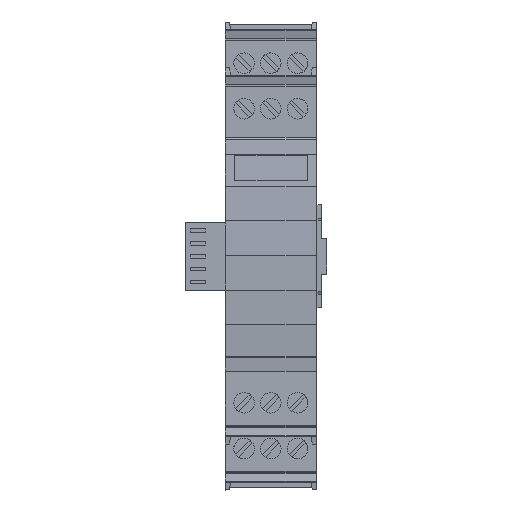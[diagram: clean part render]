
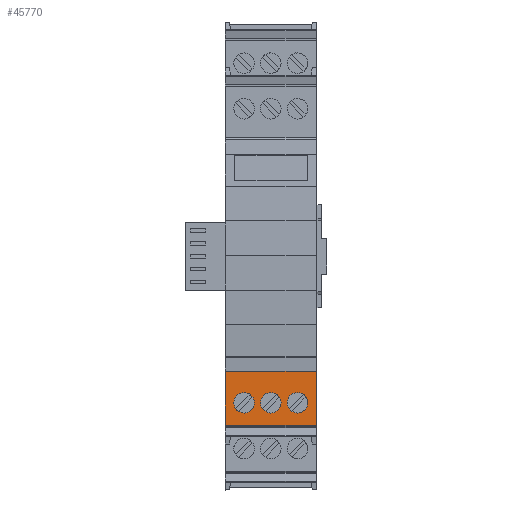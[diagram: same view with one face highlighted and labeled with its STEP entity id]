
A CAD part, top view. The second image highlights one B-rep face of the part: STEP entity #45770.
In plain terms, the highlighted face is planar.
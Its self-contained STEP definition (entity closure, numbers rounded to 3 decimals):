
#5870=CARTESIAN_POINT('',(85.153,71.874,
-0.938));
#5880=VERTEX_POINT('',#5870);
#5910=CARTESIAN_POINT('',(150.854,71.874,
-0.938));
#5920=DIRECTION('',(-1.,0.,0.));
#5930=VECTOR('',#5920,1.);
#5940=LINE('',#5910,#5930);
#5950=CARTESIAN_POINT('',(95.653,71.874,
-0.938));
#5960=VERTEX_POINT('',#5950);
#5970=EDGE_CURVE('',#5960,#5880,#5940,.T.);
#8740=CARTESIAN_POINT('',(85.153,71.874,
-18.638));
#8750=VERTEX_POINT('',#8740);
#8780=CARTESIAN_POINT('',(85.153,71.874,
-0.938));
#8790=DIRECTION('',(0.,0.,-1.));
#8800=VECTOR('',#8790,1.);
#8810=LINE('',#8780,#8800);
#8820=EDGE_CURVE('',#5880,#8750,#8810,.T.);
#40450=CARTESIAN_POINT('',(95.653,71.874,
-18.638));
#40460=VERTEX_POINT('',#40450);
#40490=CARTESIAN_POINT('',(150.854,71.874,
-18.638));
#40500=DIRECTION('',(-1.,0.,0.));
#40510=VECTOR('',#40500,1.);
#40520=LINE('',#40490,#40510);
#40530=EDGE_CURVE('',#40460,#8750,#40520,.T.);
#44920=CARTESIAN_POINT('',(85.535,71.874,
-18.638));
#44930=DIRECTION('',(0.,1.,0.));
#44940=DIRECTION('',(-1.,0.,0.));
#44950=AXIS2_PLACEMENT_3D('',#44920,#44930,#44940);
#44960=PLANE('',#44950);
#44970=CARTESIAN_POINT('',(89.553,71.874,
-9.788));
#44980=DIRECTION('',(0.,-1.,0.));
#44990=DIRECTION('',(1.,0.,0.));
#45000=AXIS2_PLACEMENT_3D('',#44970,#44980,#44990);
#45010=CIRCLE('',#45000,2.);
#45020=CARTESIAN_POINT('',(91.553,71.874,
-9.788));
#45030=VERTEX_POINT('',#45020);
#45040=CARTESIAN_POINT('',(87.553,71.874,
-9.788));
#45050=VERTEX_POINT('',#45040);
#45060=EDGE_CURVE('',#45030,#45050,#45010,.T.);
#45070=ORIENTED_EDGE('',*,*,#45060,.T.);
#45080=CARTESIAN_POINT('',(88.401,71.874,
-11.423));
#45090=VERTEX_POINT('',#45080);
#45100=EDGE_CURVE('',#45090,#45030,#45010,.T.);
#45110=ORIENTED_EDGE('',*,*,#45100,.T.);
#45120=EDGE_CURVE('',#45050,#45090,#45010,.T.);
#45130=ORIENTED_EDGE('',*,*,#45120,.T.);
#45140=EDGE_LOOP('',(#45130,#45110,#45070));
#45150=FACE_BOUND('',#45140,.T.);
#45160=CARTESIAN_POINT('',(89.553,71.874,
-14.988));
#45170=DIRECTION('',(0.,-1.,0.));
#45180=DIRECTION('',(1.,0.,0.));
#45190=AXIS2_PLACEMENT_3D('',#45160,#45170,#45180);
#45200=CIRCLE('',#45190,2.);
#45210=CARTESIAN_POINT('',(91.553,71.874,
-14.988));
#45220=VERTEX_POINT('',#45210);
#45230=CARTESIAN_POINT('',(87.553,71.874,
-14.988));
#45240=VERTEX_POINT('',#45230);
#45250=EDGE_CURVE('',#45220,#45240,#45200,.T.);
#45260=ORIENTED_EDGE('',*,*,#45250,.T.);
#45270=CARTESIAN_POINT('',(87.908,71.874,
-16.126));
#45280=VERTEX_POINT('',#45270);
#45290=EDGE_CURVE('',#45280,#45220,#45200,.T.);
#45300=ORIENTED_EDGE('',*,*,#45290,.T.);
#45310=EDGE_CURVE('',#45240,#45280,#45200,.T.);
#45320=ORIENTED_EDGE('',*,*,#45310,.T.);
#45330=EDGE_LOOP('',(#45320,#45300,#45260));
#45340=FACE_BOUND('',#45330,.T.);
#45350=CARTESIAN_POINT('',(89.553,71.874,
-4.588));
#45360=DIRECTION('',(0.,-1.,0.));
#45370=DIRECTION('',(1.,0.,0.));
#45380=AXIS2_PLACEMENT_3D('',#45350,#45360,#45370);
#45390=CIRCLE('',#45380,2.);
#45400=CARTESIAN_POINT('',(91.553,71.874,
-4.588));
#45410=VERTEX_POINT('',#45400);
#45420=CARTESIAN_POINT('',(87.553,71.874,
-4.588));
#45430=VERTEX_POINT('',#45420);
#45440=EDGE_CURVE('',#45410,#45430,#45390,.T.);
#45450=ORIENTED_EDGE('',*,*,#45440,.T.);
#45460=CARTESIAN_POINT('',(87.908,71.874,
-5.726));
#45470=VERTEX_POINT('',#45460);
#45480=EDGE_CURVE('',#45470,#45410,#45390,.T.);
#45490=ORIENTED_EDGE('',*,*,#45480,.T.);
#45500=EDGE_CURVE('',#45430,#45470,#45390,.T.);
#45510=ORIENTED_EDGE('',*,*,#45500,.T.);
#45520=EDGE_LOOP('',(#45510,#45490,#45450));
#45530=FACE_BOUND('',#45520,.T.);
#45540=ORIENTED_EDGE('',*,*,#5970,.F.);
#45550=ORIENTED_EDGE('',*,*,#8820,.F.);
#45560=ORIENTED_EDGE('',*,*,#40530,.T.);
#45570=CARTESIAN_POINT('',(95.653,71.874,
13.414));
#45580=DIRECTION('',(0.,0.,1.));
#45590=VECTOR('',#45580,1.);
#45600=LINE('',#45570,#45590);
#45610=CARTESIAN_POINT('',(95.653,71.874,
-18.637));
#45620=VERTEX_POINT('',#45610);
#45630=EDGE_CURVE('',#40460,#45620,#45600,.T.);
#45640=ORIENTED_EDGE('',*,*,#45630,.F.);
#45650=CARTESIAN_POINT('',(95.653,71.874,
13.414));
#45660=DIRECTION('',(0.,0.,1.));
#45670=VECTOR('',#45660,1.);
#45680=LINE('',#45650,#45670);
#45690=CARTESIAN_POINT('',(95.653,71.874,
-0.939));
#45700=VERTEX_POINT('',#45690);
#45710=EDGE_CURVE('',#45620,#45700,#45680,.T.);
#45720=ORIENTED_EDGE('',*,*,#45710,.F.);
#45730=EDGE_CURVE('',#45700,#5960,#45600,.T.);
#45740=ORIENTED_EDGE('',*,*,#45730,.F.);
#45750=EDGE_LOOP('',(#45740,#45720,#45640,#45560,#45550,#45540));
#45760=FACE_OUTER_BOUND('',#45750,.T.);
#45770=ADVANCED_FACE('',(#45150,#45340,#45530,#45760),#44960,.T.);
